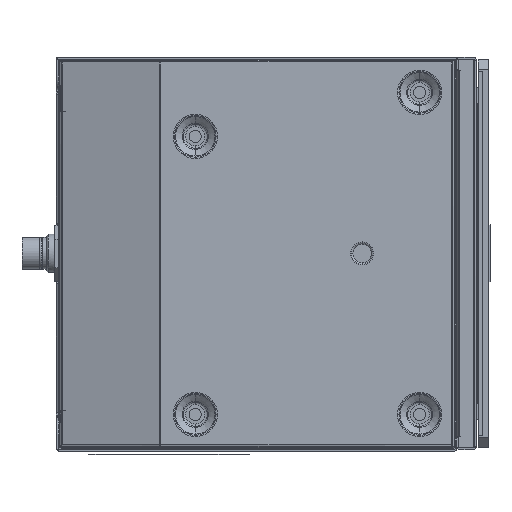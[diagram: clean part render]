
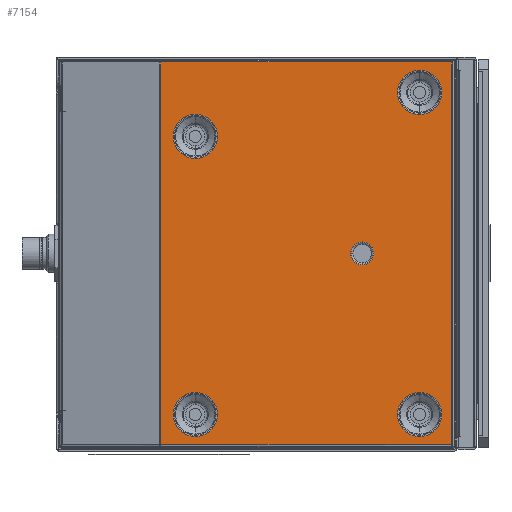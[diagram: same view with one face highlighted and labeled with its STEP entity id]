
A CAD part, front view. The second image highlights one B-rep face of the part: STEP entity #7154.
In plain terms, the highlighted planar face has unit normal (0, -1, 0).
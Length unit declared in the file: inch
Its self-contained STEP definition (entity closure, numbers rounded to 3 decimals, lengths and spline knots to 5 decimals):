
#159 = VERTEX_POINT ( 'NONE', #66362 ) ;
#300 = CARTESIAN_POINT ( 'NONE',  ( 2.52531, -0.045, 0. ) ) ;
#473 = CARTESIAN_POINT ( 'NONE',  ( -2.6378, -0.045, 4.90406 ) ) ;
#1924 = CARTESIAN_POINT ( 'NONE',  ( -1.75, -0.045, -4.125 ) ) ;
#2324 = VECTOR ( 'NONE', #12577, 39.37008 ) ;
#3035 = EDGE_CURVE ( 'NONE', #49965, #47380, #72791, .T. ) ;
#3215 = CARTESIAN_POINT ( 'NONE',  ( 4., -0.045, 4.125 ) ) ;
#3514 = VERTEX_POINT ( 'NONE', #45201 ) ;
#3694 = CARTESIAN_POINT ( 'NONE',  ( 2.52531, -0.045, 0. ) ) ;
#4739 = DIRECTION ( 'NONE',  ( 0., -1., 0. ) ) ;
#5193 = LINE ( 'NONE', #28984, #38884 ) ;
#5222 = ORIENTED_EDGE ( 'NONE', *, *, #29577, .F. ) ;
#6015 = EDGE_CURVE ( 'NONE', #56151, #34409, #6330, .T. ) ;
#6330 = LINE ( 'NONE', #71511, #2324 ) ;
#7154 = ADVANCED_FACE ( 'NONE', ( #46159, #57853, #52375, #62957, #76242, #9497 ), #33290, .F. ) ;
#7475 = CIRCLE ( 'NONE', #68511, 0.56592 ) ;
#7484 = DIRECTION ( 'NONE',  ( 1., 0., 0. ) ) ;
#8962 = CARTESIAN_POINT ( 'NONE',  ( -2.63329, -0.045, 4.90406 ) ) ;
#9168 = AXIS2_PLACEMENT_3D ( 'NONE', #3694, #52426, #45432 ) ;
#9440 = CIRCLE ( 'NONE', #31889, 0.56592 ) ;
#9497 = FACE_OUTER_BOUND ( 'NONE', #50783, .T. ) ;
#9735 = VERTEX_POINT ( 'NONE', #62211 ) ;
#10472 = CARTESIAN_POINT ( 'NONE',  ( 2.52531, -0.045, -0.295 ) ) ;
#11527 = CARTESIAN_POINT ( 'NONE',  ( -1.75, -0.045, 3. ) ) ;
#11610 = EDGE_CURVE ( 'NONE', #76970, #59494, #19255, .T. ) ;
#11730 = CARTESIAN_POINT ( 'NONE',  ( -1.75, -0.045, -4.125 ) ) ;
#11994 = AXIS2_PLACEMENT_3D ( 'NONE', #15812, #74359, #20883 ) ;
#12577 = DIRECTION ( 'NONE',  ( 1., 0., 0. ) ) ;
#13347 = AXIS2_PLACEMENT_3D ( 'NONE', #300, #30333, #54117 ) ;
#13642 = DIRECTION ( 'NONE',  ( 0., 0., -1. ) ) ;
#14427 = EDGE_CURVE ( 'NONE', #9735, #159, #38103, .T. ) ;
#15812 = CARTESIAN_POINT ( 'NONE',  ( -1.75, -0.045, 3. ) ) ;
#16197 = VECTOR ( 'NONE', #56542, 39.37008 ) ;
#16664 = VERTEX_POINT ( 'NONE', #67371 ) ;
#17165 = ORIENTED_EDGE ( 'NONE', *, *, #11610, .F. ) ;
#17416 = CARTESIAN_POINT ( 'NONE',  ( -2.63329, -0.045, 4.90406 ) ) ;
#17929 = CIRCLE ( 'NONE', #9168, 0.295 ) ;
#18747 = CARTESIAN_POINT ( 'NONE',  ( 2.52531, -0.045, 0.295 ) ) ;
#19255 = CIRCLE ( 'NONE', #72680, 0.56592 ) ;
#20883 = DIRECTION ( 'NONE',  ( 0., 0., -1. ) ) ;
#21430 = EDGE_LOOP ( 'NONE', ( #29054, #5222 ) ) ;
#22093 = CIRCLE ( 'NONE', #13347, 0.295 ) ;
#22333 = DIRECTION ( 'NONE',  ( 0., 0., -1. ) ) ;
#24788 = DIRECTION ( 'NONE',  ( 0., -1., 0. ) ) ;
#25784 = EDGE_LOOP ( 'NONE', ( #69533, #65834 ) ) ;
#26104 = EDGE_CURVE ( 'NONE', #65772, #56151, #32368, .T. ) ;
#26447 = DIRECTION ( 'NONE',  ( 0., 0., -1. ) ) ;
#27615 = CARTESIAN_POINT ( 'NONE',  ( 4.81127, -0.045, 4.90406 ) ) ;
#28264 = CARTESIAN_POINT ( 'NONE',  ( 4., -0.045, 3.55908 ) ) ;
#28334 = CIRCLE ( 'NONE', #38307, 0.56592 ) ;
#28984 = CARTESIAN_POINT ( 'NONE',  ( 4.81127, -0.045, 4.90406 ) ) ;
#29054 = ORIENTED_EDGE ( 'NONE', *, *, #63707, .F. ) ;
#29577 = EDGE_CURVE ( 'NONE', #3514, #16664, #28334, .T. ) ;
#29890 = EDGE_LOOP ( 'NONE', ( #34984, #39143 ) ) ;
#30212 = ORIENTED_EDGE ( 'NONE', *, *, #40745, .F. ) ;
#30333 = DIRECTION ( 'NONE',  ( 0., 1., 0. ) ) ;
#31323 = EDGE_LOOP ( 'NONE', ( #36520, #17165 ) ) ;
#31889 = AXIS2_PLACEMENT_3D ( 'NONE', #68588, #50230, #26447 ) ;
#32368 = LINE ( 'NONE', #8962, #16197 ) ;
#32420 = ORIENTED_EDGE ( 'NONE', *, *, #6015, .T. ) ;
#32866 = AXIS2_PLACEMENT_3D ( 'NONE', #71640, #24788, #35719 ) ;
#33290 = PLANE ( 'NONE',  #73490 ) ;
#33731 = EDGE_LOOP ( 'NONE', ( #54644, #30212 ) ) ;
#34409 = VERTEX_POINT ( 'NONE', #52189 ) ;
#34446 = DIRECTION ( 'NONE',  ( 0., 0., -1. ) ) ;
#34984 = ORIENTED_EDGE ( 'NONE', *, *, #43169, .T. ) ;
#35417 = CIRCLE ( 'NONE', #65146, 0.56592 ) ;
#35719 = DIRECTION ( 'NONE',  ( 0., 0., -1. ) ) ;
#36520 = ORIENTED_EDGE ( 'NONE', *, *, #37576, .F. ) ;
#37156 = CARTESIAN_POINT ( 'NONE',  ( 4., -0.045, -4.69092 ) ) ;
#37158 = EDGE_CURVE ( 'NONE', #43073, #72046, #17929, .T. ) ;
#37576 = EDGE_CURVE ( 'NONE', #59494, #76970, #35417, .T. ) ;
#38103 = CIRCLE ( 'NONE', #11994, 0.56592 ) ;
#38307 = AXIS2_PLACEMENT_3D ( 'NONE', #1924, #56776, #13642 ) ;
#38884 = VECTOR ( 'NONE', #34446, 39.37008 ) ;
#39143 = ORIENTED_EDGE ( 'NONE', *, *, #37158, .T. ) ;
#39409 = VERTEX_POINT ( 'NONE', #27615 ) ;
#40745 = EDGE_CURVE ( 'NONE', #47380, #49965, #9440, .T. ) ;
#41740 = DIRECTION ( 'NONE',  ( 0., -1., 0. ) ) ;
#43073 = VERTEX_POINT ( 'NONE', #10472 ) ;
#43169 = EDGE_CURVE ( 'NONE', #72046, #43073, #22093, .T. ) ;
#45201 = CARTESIAN_POINT ( 'NONE',  ( -1.75, -0.045, -3.55908 ) ) ;
#45220 = CARTESIAN_POINT ( 'NONE',  ( -2.63329, -0.045, -4.90406 ) ) ;
#45432 = DIRECTION ( 'NONE',  ( 0., 0., 1. ) ) ;
#46159 = FACE_BOUND ( 'NONE', #25784, .T. ) ;
#46246 = DIRECTION ( 'NONE',  ( 0., 0., -1. ) ) ;
#47380 = VERTEX_POINT ( 'NONE', #51194 ) ;
#47624 = DIRECTION ( 'NONE',  ( 0., 0., -1. ) ) ;
#49797 = EDGE_CURVE ( 'NONE', #39409, #34409, #5193, .T. ) ;
#49965 = VERTEX_POINT ( 'NONE', #37156 ) ;
#50230 = DIRECTION ( 'NONE',  ( 0., -1., 0. ) ) ;
#50665 = CIRCLE ( 'NONE', #58137, 0.56592 ) ;
#50783 = EDGE_LOOP ( 'NONE', ( #32420, #52864, #60900, #51262 ) ) ;
#51194 = CARTESIAN_POINT ( 'NONE',  ( 4., -0.045, -3.55908 ) ) ;
#51262 = ORIENTED_EDGE ( 'NONE', *, *, #26104, .T. ) ;
#52189 = CARTESIAN_POINT ( 'NONE',  ( 4.81127, -0.045, -4.90406 ) ) ;
#52321 = CARTESIAN_POINT ( 'NONE',  ( 4., -0.045, 4.125 ) ) ;
#52375 = FACE_BOUND ( 'NONE', #21430, .T. ) ;
#52426 = DIRECTION ( 'NONE',  ( 0., 1., 0. ) ) ;
#52864 = ORIENTED_EDGE ( 'NONE', *, *, #49797, .F. ) ;
#54117 = DIRECTION ( 'NONE',  ( 0., 0., 1. ) ) ;
#54644 = ORIENTED_EDGE ( 'NONE', *, *, #3035, .F. ) ;
#54876 = CARTESIAN_POINT ( 'NONE',  ( 4., -0.045, 4.69092 ) ) ;
#55054 = LINE ( 'NONE', #473, #71956 ) ;
#56151 = VERTEX_POINT ( 'NONE', #45220 ) ;
#56542 = DIRECTION ( 'NONE',  ( 0., 0., -1. ) ) ;
#56776 = DIRECTION ( 'NONE',  ( 0., -1., 0. ) ) ;
#57070 = DIRECTION ( 'NONE',  ( 0., 1., 0. ) ) ;
#57853 = FACE_BOUND ( 'NONE', #31323, .T. ) ;
#58137 = AXIS2_PLACEMENT_3D ( 'NONE', #11527, #76333, #46246 ) ;
#59284 = DIRECTION ( 'NONE',  ( 0., 0., -1. ) ) ;
#59494 = VERTEX_POINT ( 'NONE', #28264 ) ;
#60900 = ORIENTED_EDGE ( 'NONE', *, *, #61267, .F. ) ;
#61267 = EDGE_CURVE ( 'NONE', #65772, #39409, #55054, .T. ) ;
#62211 = CARTESIAN_POINT ( 'NONE',  ( -1.75, -0.045, 3.56592 ) ) ;
#62957 = FACE_BOUND ( 'NONE', #33731, .T. ) ;
#63707 = EDGE_CURVE ( 'NONE', #16664, #3514, #7475, .T. ) ;
#63728 = CARTESIAN_POINT ( 'NONE',  ( -2.6378, -0.045, 4.90406 ) ) ;
#65146 = AXIS2_PLACEMENT_3D ( 'NONE', #3215, #70325, #22333 ) ;
#65772 = VERTEX_POINT ( 'NONE', #17416 ) ;
#65834 = ORIENTED_EDGE ( 'NONE', *, *, #14427, .F. ) ;
#66362 = CARTESIAN_POINT ( 'NONE',  ( -1.75, -0.045, 2.43408 ) ) ;
#67371 = CARTESIAN_POINT ( 'NONE',  ( -1.75, -0.045, -4.69092 ) ) ;
#68511 = AXIS2_PLACEMENT_3D ( 'NONE', #11730, #41740, #59284 ) ;
#68588 = CARTESIAN_POINT ( 'NONE',  ( 4., -0.045, -4.125 ) ) ;
#69533 = ORIENTED_EDGE ( 'NONE', *, *, #73254, .F. ) ;
#70325 = DIRECTION ( 'NONE',  ( 0., -1., 0. ) ) ;
#71511 = CARTESIAN_POINT ( 'NONE',  ( -2.6378, -0.045, -4.90406 ) ) ;
#71640 = CARTESIAN_POINT ( 'NONE',  ( 4., -0.045, -4.125 ) ) ;
#71956 = VECTOR ( 'NONE', #7484, 39.37008 ) ;
#72046 = VERTEX_POINT ( 'NONE', #18747 ) ;
#72680 = AXIS2_PLACEMENT_3D ( 'NONE', #52321, #4739, #47624 ) ;
#72791 = CIRCLE ( 'NONE', #32866, 0.56592 ) ;
#73254 = EDGE_CURVE ( 'NONE', #159, #9735, #50665, .T. ) ;
#73490 = AXIS2_PLACEMENT_3D ( 'NONE', #63728, #57070, #75082 ) ;
#74359 = DIRECTION ( 'NONE',  ( 0., -1., 0. ) ) ;
#75082 = DIRECTION ( 'NONE',  ( 1., 0., 0. ) ) ;
#76242 = FACE_BOUND ( 'NONE', #29890, .T. ) ;
#76333 = DIRECTION ( 'NONE',  ( 0., -1., 0. ) ) ;
#76970 = VERTEX_POINT ( 'NONE', #54876 ) ;
